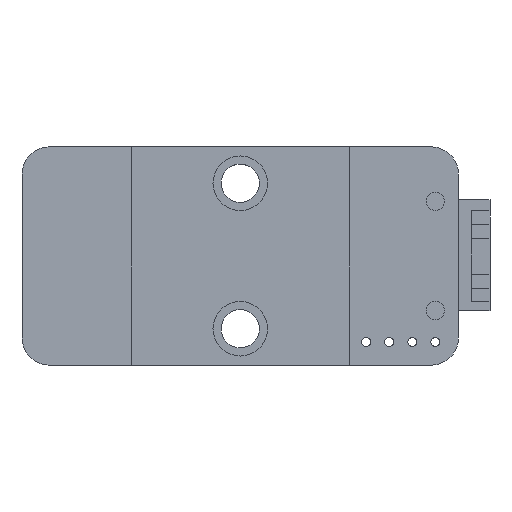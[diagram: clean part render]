
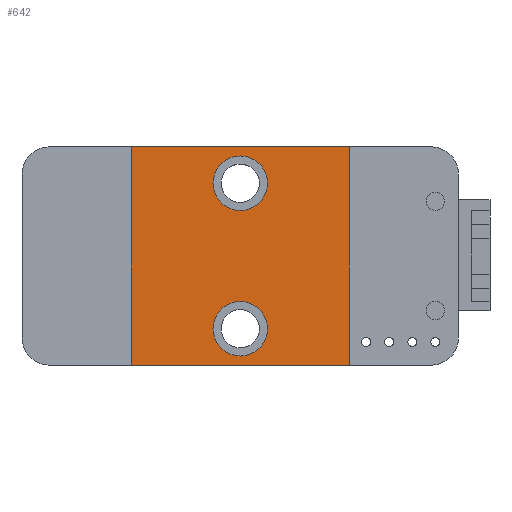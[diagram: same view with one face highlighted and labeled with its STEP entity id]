
A CAD part, top view. The second image highlights one B-rep face of the part: STEP entity #642.
In plain terms, the highlighted planar face has unit normal (0, 0, 1).
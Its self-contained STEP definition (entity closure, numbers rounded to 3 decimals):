
#47 = DIRECTION ( 'NONE',  ( 0., 0., 1. ) ) ;
#188 = ORIENTED_EDGE ( 'NONE', *, *, #3865, .T. ) ;
#197 = VERTEX_POINT ( 'NONE', #4401 ) ;
#215 = EDGE_LOOP ( 'NONE', ( #4322, #5504 ) ) ;
#254 = CARTESIAN_POINT ( 'NONE',  ( 3.612, 8.711, 1.2 ) ) ;
#351 = VERTEX_POINT ( 'NONE', #5069 ) ;
#362 = EDGE_LOOP ( 'NONE', ( #2998, #5365 ) ) ;
#642 = ADVANCED_FACE ( 'NONE', ( #1156, #4569, #5752 ), #4414, .T. ) ;
#897 = DIRECTION ( 'NONE',  ( 0., 0., 1. ) ) ;
#908 = EDGE_CURVE ( 'NONE', #351, #2787, #1312, .T. ) ;
#1044 = DIRECTION ( 'NONE',  ( 0., -1., 0. ) ) ;
#1055 = CIRCLE ( 'NONE', #5140, 3. ) ;
#1156 = FACE_BOUND ( 'NONE', #362, .T. ) ;
#1218 = CARTESIAN_POINT ( 'NONE',  ( 3.612, -7.289, 1.2 ) ) ;
#1273 = VECTOR ( 'NONE', #1044, 1000. ) ;
#1312 = CIRCLE ( 'NONE', #5359, 3. ) ;
#1414 = CARTESIAN_POINT ( 'NONE',  ( 0.612, -7.289, 1.2 ) ) ;
#1628 = VERTEX_POINT ( 'NONE', #4483 ) ;
#1637 = AXIS2_PLACEMENT_3D ( 'NONE', #4975, #2319, #5423 ) ;
#1861 = DIRECTION ( 'NONE',  ( -1., 0., 0. ) ) ;
#2117 = LINE ( 'NONE', #2365, #3144 ) ;
#2253 = LINE ( 'NONE', #2919, #5655 ) ;
#2319 = DIRECTION ( 'NONE',  ( 0., 0., 1. ) ) ;
#2365 = CARTESIAN_POINT ( 'NONE',  ( 12.612, -11.289, 1.2 ) ) ;
#2403 = CARTESIAN_POINT ( 'NONE',  ( 0.612, 8.711, 1.2 ) ) ;
#2421 = ORIENTED_EDGE ( 'NONE', *, *, #3603, .T. ) ;
#2423 = EDGE_CURVE ( 'NONE', #2787, #351, #1055, .T. ) ;
#2552 = VERTEX_POINT ( 'NONE', #5127 ) ;
#2787 = VERTEX_POINT ( 'NONE', #1218 ) ;
#2805 = VERTEX_POINT ( 'NONE', #254 ) ;
#2832 = CARTESIAN_POINT ( 'NONE',  ( 0.612, -7.289, 1.2 ) ) ;
#2841 = DIRECTION ( 'NONE',  ( -1., 0., 0. ) ) ;
#2919 = CARTESIAN_POINT ( 'NONE',  ( 12.612, 12.711, 1.2 ) ) ;
#2998 = ORIENTED_EDGE ( 'NONE', *, *, #3383, .F. ) ;
#3144 = VECTOR ( 'NONE', #4608, 1000. ) ;
#3199 = CIRCLE ( 'NONE', #1637, 3. ) ;
#3249 = CARTESIAN_POINT ( 'NONE',  ( -11.388, -11.289, 1.2 ) ) ;
#3271 = DIRECTION ( 'NONE',  ( -1., 0., 0. ) ) ;
#3359 = DIRECTION ( 'NONE',  ( -1., 0., 0. ) ) ;
#3383 = EDGE_CURVE ( 'NONE', #2805, #1628, #3199, .T. ) ;
#3496 = AXIS2_PLACEMENT_3D ( 'NONE', #2403, #5512, #2841 ) ;
#3555 = CARTESIAN_POINT ( 'NONE',  ( 0.612, 0.711, 1.2 ) ) ;
#3603 = EDGE_CURVE ( 'NONE', #197, #4848, #2117, .T. ) ;
#3714 = EDGE_CURVE ( 'NONE', #5835, #2552, #4830, .T. ) ;
#3785 = CARTESIAN_POINT ( 'NONE',  ( 12.612, 12.711, 1.2 ) ) ;
#3865 = EDGE_CURVE ( 'NONE', #2552, #197, #5583, .T. ) ;
#4004 = DIRECTION ( 'NONE',  ( -1., 0., 0. ) ) ;
#4039 = CIRCLE ( 'NONE', #3496, 3. ) ;
#4189 = CARTESIAN_POINT ( 'NONE',  ( 12.612, -11.289, 1.2 ) ) ;
#4234 = AXIS2_PLACEMENT_3D ( 'NONE', #3555, #897, #4004 ) ;
#4322 = ORIENTED_EDGE ( 'NONE', *, *, #2423, .F. ) ;
#4398 = VECTOR ( 'NONE', #4640, 1000. ) ;
#4401 = CARTESIAN_POINT ( 'NONE',  ( 12.612, -11.289, 1.2 ) ) ;
#4408 = EDGE_LOOP ( 'NONE', ( #2421, #4586, #5908, #188 ) ) ;
#4414 = PLANE ( 'NONE',  #4234 ) ;
#4483 = CARTESIAN_POINT ( 'NONE',  ( -2.388, 8.711, 1.2 ) ) ;
#4518 = DIRECTION ( 'NONE',  ( 0., 0., 1. ) ) ;
#4569 = FACE_BOUND ( 'NONE', #215, .T. ) ;
#4586 = ORIENTED_EDGE ( 'NONE', *, *, #4874, .T. ) ;
#4608 = DIRECTION ( 'NONE',  ( 0., 1., 0. ) ) ;
#4640 = DIRECTION ( 'NONE',  ( 1., 0., 0. ) ) ;
#4690 = EDGE_CURVE ( 'NONE', #1628, #2805, #4039, .T. ) ;
#4830 = LINE ( 'NONE', #3249, #1273 ) ;
#4848 = VERTEX_POINT ( 'NONE', #3785 ) ;
#4874 = EDGE_CURVE ( 'NONE', #4848, #5835, #2253, .T. ) ;
#4975 = CARTESIAN_POINT ( 'NONE',  ( 0.612, 8.711, 1.2 ) ) ;
#5069 = CARTESIAN_POINT ( 'NONE',  ( -2.388, -7.289, 1.2 ) ) ;
#5127 = CARTESIAN_POINT ( 'NONE',  ( -11.388, -11.289, 1.2 ) ) ;
#5140 = AXIS2_PLACEMENT_3D ( 'NONE', #1414, #4518, #1861 ) ;
#5359 = AXIS2_PLACEMENT_3D ( 'NONE', #2832, #47, #3271 ) ;
#5365 = ORIENTED_EDGE ( 'NONE', *, *, #4690, .F. ) ;
#5423 = DIRECTION ( 'NONE',  ( -1., 0., 0. ) ) ;
#5504 = ORIENTED_EDGE ( 'NONE', *, *, #908, .F. ) ;
#5512 = DIRECTION ( 'NONE',  ( 0., 0., 1. ) ) ;
#5525 = CARTESIAN_POINT ( 'NONE',  ( -11.388, 12.711, 1.2 ) ) ;
#5583 = LINE ( 'NONE', #4189, #4398 ) ;
#5655 = VECTOR ( 'NONE', #3359, 1000. ) ;
#5752 = FACE_OUTER_BOUND ( 'NONE', #4408, .T. ) ;
#5835 = VERTEX_POINT ( 'NONE', #5525 ) ;
#5908 = ORIENTED_EDGE ( 'NONE', *, *, #3714, .T. ) ;
